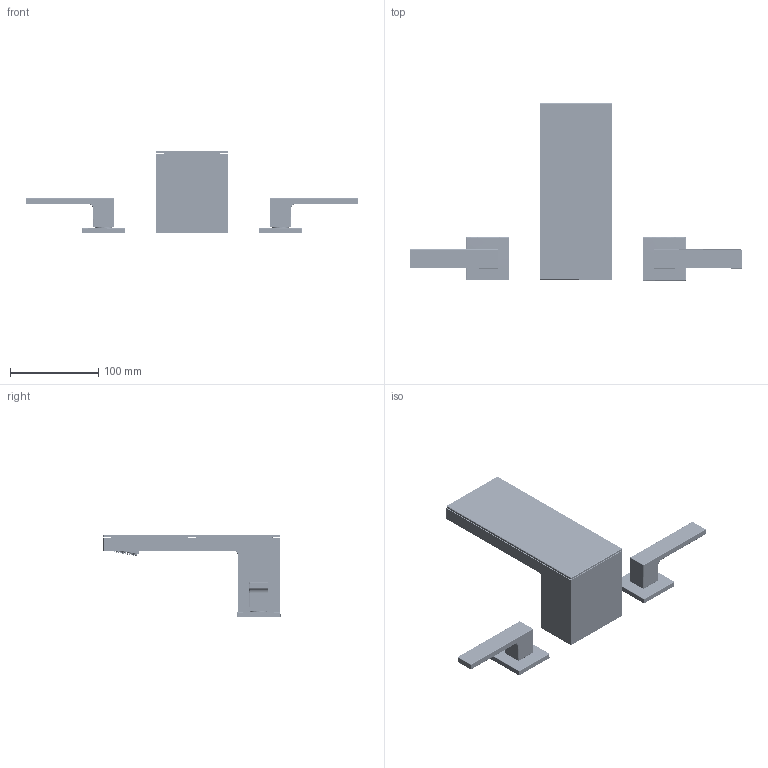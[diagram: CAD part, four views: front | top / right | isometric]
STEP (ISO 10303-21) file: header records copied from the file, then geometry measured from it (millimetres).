
FILE_DESCRIPTION(('CAx-IF Rec.Pracs.---Model Styling and Organization---1.2---2011-12-15','CAx-IF Rec.Pracs.---Geometric and Assembly Validation Properties---4.1---2014-06-16','CAx-IF Rec.Pracs.---PMI Polyline Presentation---2.0---2013-05-24'),'2;1');
FILE_NAME('1000122134_PPR_000.stp','2017-12-18T12:08:44+01:00',(''),(''),'STEP Interface 4.1 by CT CoreTechnologie','3D_Evolution4.1 by CT CoreTechnologie','');
FILE_SCHEMA(('AP203_CONFIGURATION_CONTROLLED_3D_DESIGN_OF_MECHANICAL_PARTS_AND_ASSEMBLIES_MIM_LF'));
Length unit declared in the file: millimetre
Products named in the file (13): P_2 3L-WTA-SM Waschtischarmatur AXOR WTa 1000122134_PPR_000_A0; P_2 GK 3L-WTA Waschtischarmatur AX WTab 1000122133_PPA_000_A0; P_2 BGR_Strahlregler Pow.Rain WTM AXWTab 1000121497_PPR_000_A0; P_2 Lochscheibe_Strahlregler WTM AX WTab 1000121496_PPA_000_A0; P_2 Strahlkörper_Strahlregler WTM AXWTab 1000121493_PPA_000_A0; P_2 Glasabdeckung kpl. 200 WTM AX WTab 1000121504_PPR_000_A0; P_2 Glasabdeckung 200x82x3 AX WTab 1000122132_PPA_000_A0; P_2 Traegerplatte mit Dicht. WTM AX WTab 1000121501_PPA_000_A0; P_2 Klebepad Glasplatte 87x63 AX WTab 1000121507_PPA_000_A0; P_2 BGR_Griff_3L_WTA_AXOR WTab 1000122131_PPR_000_A0; P_2 Hebelgriff_3L_WTA_AXOR WTab 1000122129_PPA_000_A0; P_2 Rosette_Griff_3L_WTA_AXOR WTab 1000122130_PPA_000_A0; Gleitring_WTA_Metris_Next 1000099041_PPA_000_A0
Assembly tree (14 placements, depth 3):
  P_2 3L-WTA-SM Waschtischarmatur AXOR WTa 1000122134_PPR_000_A0
    P_2 GK 3L-WTA Waschtischarmatur AX WTab 1000122133_PPA_000_A0
    P_2 BGR_Strahlregler Pow.Rain WTM AXWTab 1000121497_PPR_000_A0
      P_2 Lochscheibe_Strahlregler WTM AX WTab 1000121496_PPA_000_A0
      P_2 Strahlkörper_Strahlregler WTM AXWTab 1000121493_PPA_000_A0
    P_2 Glasabdeckung kpl. 200 WTM AX WTab 1000121504_PPR_000_A0
      P_2 Glasabdeckung 200x82x3 AX WTab 1000122132_PPA_000_A0
      P_2 Traegerplatte mit Dicht. WTM AX WTab 1000121501_PPA_000_A0
      P_2 Klebepad Glasplatte 87x63 AX WTab 1000121507_PPA_000_A0  x2
    P_2 BGR_Griff_3L_WTA_AXOR WTab 1000122131_PPR_000_A0  x2
      P_2 Hebelgriff_3L_WTA_AXOR WTab 1000122129_PPA_000_A0
      P_2 Rosette_Griff_3L_WTA_AXOR WTab 1000122130_PPA_000_A0
      Gleitring_WTA_Metris_Next 1000099041_PPA_000_A0
Bounding box: 376.13 x 200.66 x 93.4 mm (x, y, z)
Volume: 691867.6 mm3; surface area: 188017.9 mm2
Topology: 139 solids, 139 shells, 6543 faces, 13160 edges, 7248 vertices
Faces by surface type: bspline 4158, cylinder 1643, plane 742
Entity records: 311455 total; most frequent: CARTESIAN_POINT 117465, DIRECTION 26297, ORIENTED_EDGE 25942, EDGE_CURVE 12971, AXIS2_PLACEMENT_3D 11247, CIRCLE 8898, VERTEX_POINT 7161, EDGE_LOOP 7108
